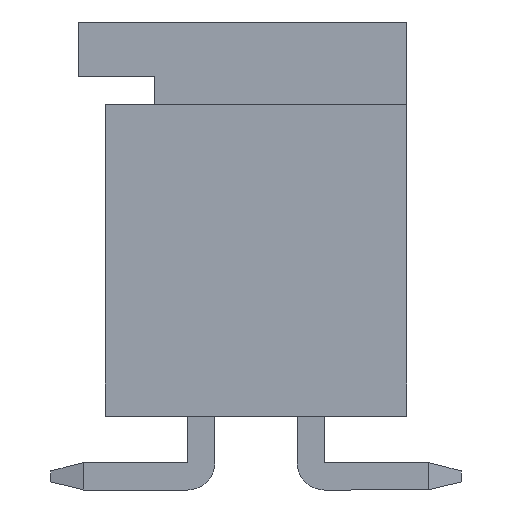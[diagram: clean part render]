
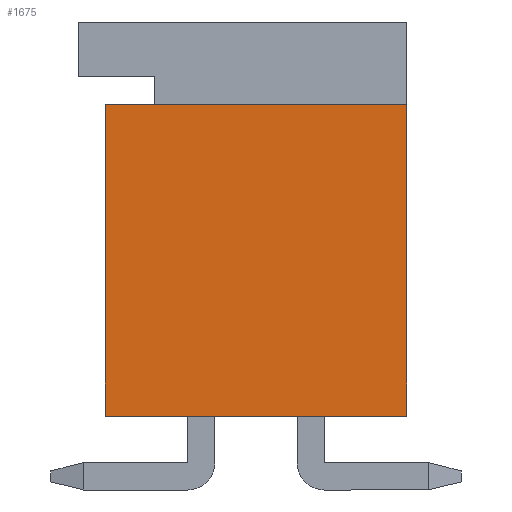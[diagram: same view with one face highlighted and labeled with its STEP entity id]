
A CAD part, left-side view. The second image highlights one B-rep face of the part: STEP entity #1675.
In plain terms, the highlighted planar face has unit normal (-1, 0, 0).
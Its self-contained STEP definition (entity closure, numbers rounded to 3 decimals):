
#1675 = ADVANCED_FACE( '', ( #3227 ), #3228, .T. );
#3227 = FACE_OUTER_BOUND( '', #4826, .T. );
#3228 = PLANE( '', #4827 );
#4826 = EDGE_LOOP( '', ( #8631, #8632, #8633, #8634 ) );
#4827 = AXIS2_PLACEMENT_3D( '', #8635, #8636, #8637 );
#8631 = ORIENTED_EDGE( '', *, *, #10673, .F. );
#8632 = ORIENTED_EDGE( '', *, *, #11917, .F. );
#8633 = ORIENTED_EDGE( '', *, *, #11078, .T. );
#8634 = ORIENTED_EDGE( '', *, *, #11306, .T. );
#8635 = CARTESIAN_POINT( '', ( -25.625, -2.75, -2.85 ) );
#8636 = DIRECTION( '', ( -1., 0., 0. ) );
#8637 = DIRECTION( '', ( 0., 0., 1. ) );
#10673 = EDGE_CURVE( '', #12968, #12970, #12971, .T. );
#11078 = EDGE_CURVE( '', #13635, #13633, #13636, .T. );
#11306 = EDGE_CURVE( '', #13633, #12970, #14002, .T. );
#11917 = EDGE_CURVE( '', #13635, #12968, #14830, .T. );
#12968 = VERTEX_POINT( '', #16264 );
#12970 = VERTEX_POINT( '', #16267 );
#12971 = LINE( '', #16268, #16269 );
#13633 = VERTEX_POINT( '', #17254 );
#13635 = VERTEX_POINT( '', #17257 );
#13636 = LINE( '', #17258, #17259 );
#14002 = LINE( '', #17816, #17817 );
#14830 = LINE( '', #19077, #19078 );
#16264 = CARTESIAN_POINT( '', ( -25.625, 2.75, -2.85 ) );
#16267 = CARTESIAN_POINT( '', ( -25.625, 2.75, 2.85 ) );
#16268 = CARTESIAN_POINT( '', ( -25.625, 2.75, -2.85 ) );
#16269 = VECTOR( '', #19947, 1000. );
#17254 = CARTESIAN_POINT( '', ( -25.625, -2.75, 2.85 ) );
#17257 = CARTESIAN_POINT( '', ( -25.625, -2.75, -2.85 ) );
#17258 = CARTESIAN_POINT( '', ( -25.625, -2.75, -2.85 ) );
#17259 = VECTOR( '', #20272, 1000. );
#17816 = CARTESIAN_POINT( '', ( -25.625, -2.75, 2.85 ) );
#17817 = VECTOR( '', #20464, 1000. );
#19077 = CARTESIAN_POINT( '', ( -25.625, -2.75, -2.85 ) );
#19078 = VECTOR( '', #20903, 1000. );
#19947 = DIRECTION( '', ( 0., 0., 1. ) );
#20272 = DIRECTION( '', ( 0., 0., 1. ) );
#20464 = DIRECTION( '', ( 0., 1., 0. ) );
#20903 = DIRECTION( '', ( 0., 1., 0. ) );
